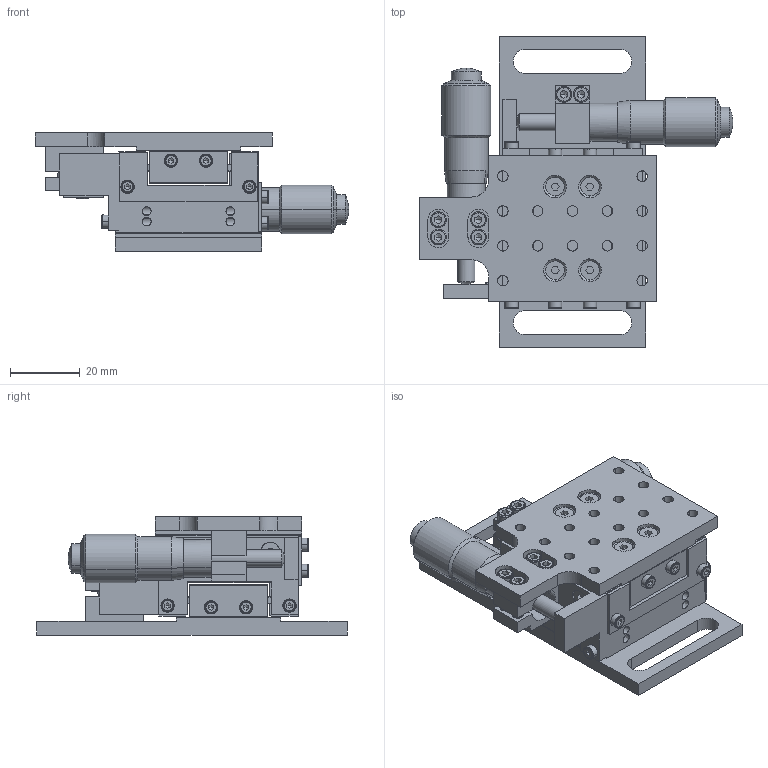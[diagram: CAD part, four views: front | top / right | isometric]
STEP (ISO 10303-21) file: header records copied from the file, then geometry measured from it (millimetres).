
FILE_DESCRIPTION(/* description */ (''),/* implementation_level */ '2;1');
FILE_NAME(/* name */ '02-2TS~1',/* time_stamp */ '2021-12-14T13:32:18+03:00',/* author */ (''),/* organization */ (''),/* preprocessor_version */ 'ST-DEVELOPER v15',/* originating_system */ '',/* authorisation */ '');
FILE_SCHEMA (('AUTOMOTIVE_DESIGN'));
Products named in the file (1): Document
Bounding box: 90 x 89 x 34 mm (x, y, z)
Volume: 47.2 mm3; surface area: 42112.9 mm2
Topology: 30 solids, 63 shells, 1192 faces, 3289 edges, 2128 vertices
Faces by surface type: bspline 1192
Entity records: 85771 total; most frequent: CARTESIAN_POINT 46325, B_SPLINE_CURVE_WITH_KNOTS 7013, ORIENTED_EDGE 6204, PCURVE 6204, DEFINITIONAL_REPRESENTATION 6204, SURFACE_CURVE 3229, EDGE_CURVE 3229, VERTEX_POINT 2128
